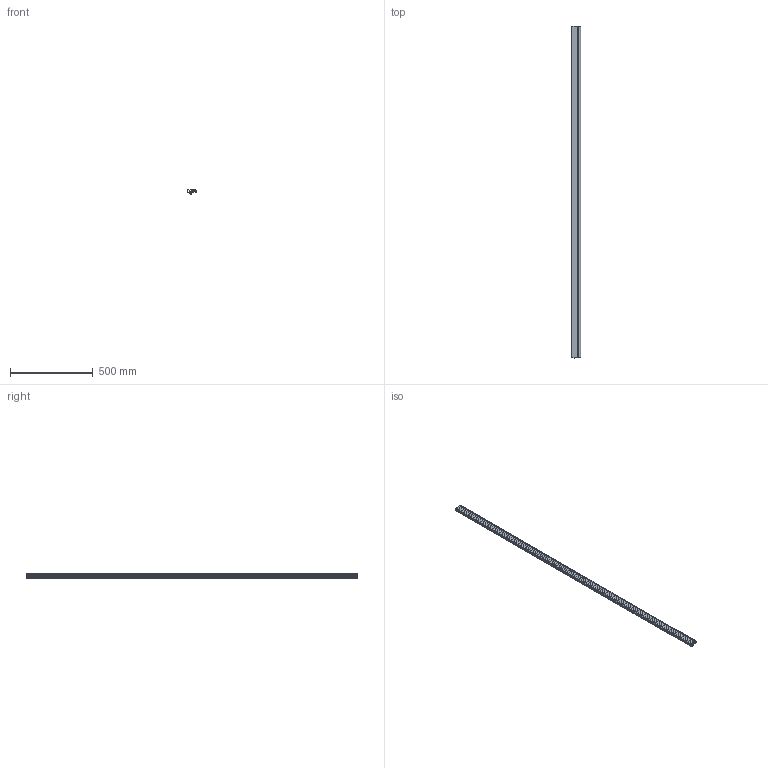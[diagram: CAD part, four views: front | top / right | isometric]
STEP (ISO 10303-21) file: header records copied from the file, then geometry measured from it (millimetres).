
FILE_DESCRIPTION (( 'STEP AP203' ), '1' );
FILE_NAME ('162930.step', '2023-01-11T15:32:09', ( '' ), ( '' ), 'SwSTEP 2.0', 'SolidWorks 2021', '' );
FILE_SCHEMA (( 'CONFIG_CONTROL_DESIGN' ));
Length unit declared in the file: inch
Products named in the file (1): 162930
Bounding box: 56.48 x 2000 x 28.2 mm (x, y, z)
Volume: 1018956.4 mm3; surface area: 703417 mm2
Topology: 1 solids, 1 shells, 110 faces, 324 edges, 216 vertices
Faces by surface type: cylinder 56, plane 52, bspline 2
Entity records: 3805 total; most frequent: CARTESIAN_POINT 677, DIRECTION 650, ORIENTED_EDGE 648, EDGE_CURVE 324, AXIS2_PLACEMENT_3D 221, VERTEX_POINT 216, LINE 208, VECTOR 208
